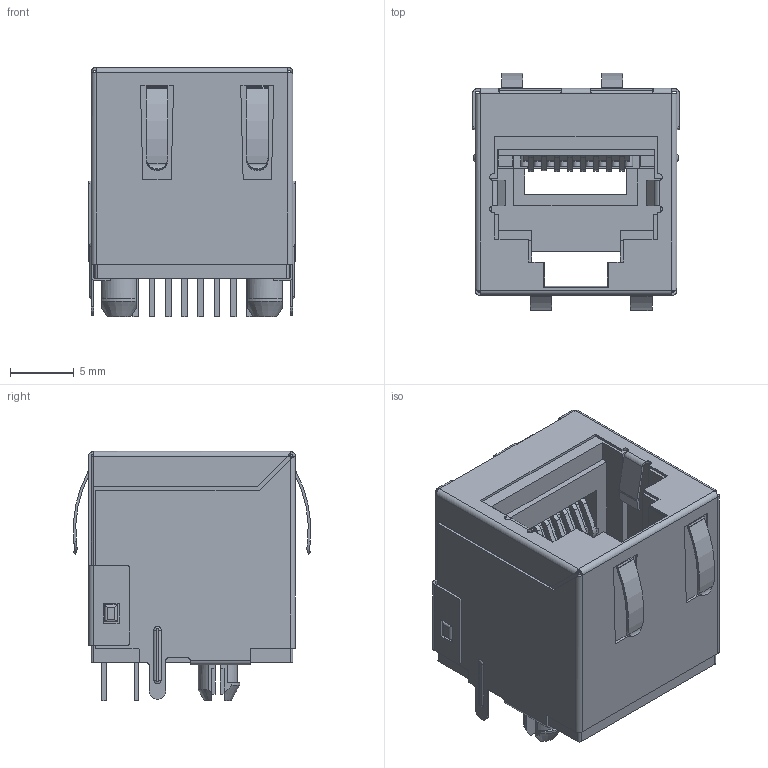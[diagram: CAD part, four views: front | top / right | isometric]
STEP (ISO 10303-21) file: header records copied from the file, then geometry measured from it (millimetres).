
FILE_DESCRIPTION(/* description */ ('Unknown'),/* implementation_level */ '2;1');
FILE_NAME(/* name */ 'J_Wurth_WR-MJ_615008160521',/* time_stamp */ '2025-07-07T11:45:41+08:00',/* author */ ('Unknown'),/* organization */ ('Unknown'),/* preprocessor_version */ 'ST-DEVELOPER v19.4',/* originating_system */ 'Solid Edge',/* authorisation */ 'Unknown');
FILE_SCHEMA (('AUTOMOTIVE_DESIGN {1 0 10303 214 3 1 1}'));
Length unit declared in the file: millimetre
Products named in the file (2): J_Wurth_WR-MJ_615008160521
Assembly tree (1 placements, depth 2):
  J_Wurth_WR-MJ_615008160521
    J_Wurth_WR-MJ_615008160521
Bounding box: 16.24 x 18.6 x 19.5 mm (x, y, z)
Volume: 1883 mm3; surface area: 5343.8 mm2
Topology: 1 solids, 1 shells, 1181 faces, 3283 edges, 2095 vertices
Faces by surface type: plane 883, cylinder 262, torus 14, bspline 10, cone 8, sphere 4
Full cylindrical faces by diameter (mm): 0.62 x9, 1.3 x2
Entity records: 45707 total; most frequent: CARTESIAN_POINT 7239, ORIENTED_EDGE 6518, DIRECTION 5958, EDGE_CURVE 3259, LINE 2570, VECTOR 2570, VERTEX_POINT 2086, AXIS2_PLACEMENT_3D 1694
